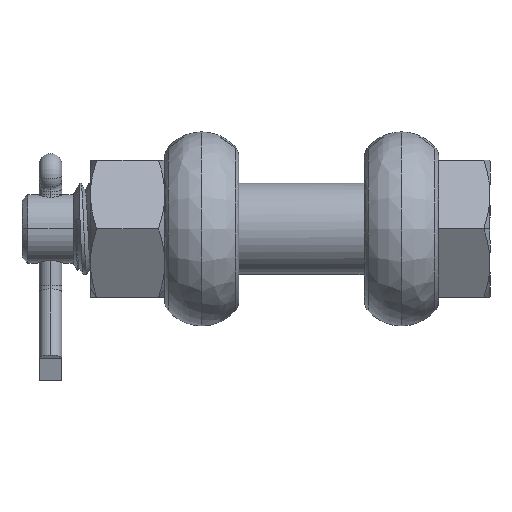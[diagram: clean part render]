
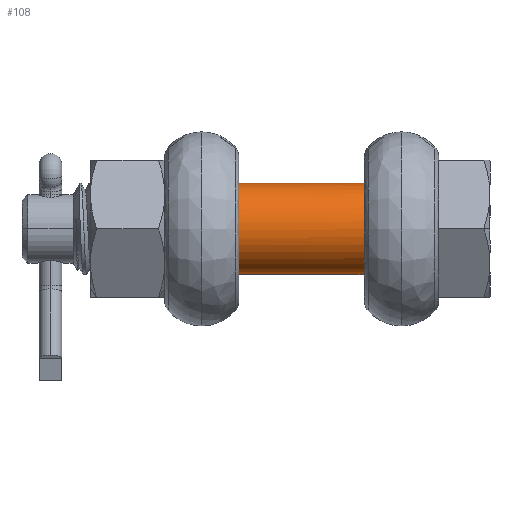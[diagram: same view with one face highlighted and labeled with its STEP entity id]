
A CAD part, front view. The second image highlights one B-rep face of the part: STEP entity #108.
In plain terms, the highlighted cylindrical face has radius 8 mm (diameter 16 mm), a partial arc.
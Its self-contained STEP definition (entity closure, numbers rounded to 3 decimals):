
#108=ADVANCED_FACE('NONE',(#703),#704,.T.);
#703=FACE_OUTER_BOUND('',#1919,.T.);
#704=CYLINDRICAL_SURFACE('',#1920,8.0);
#1919=EDGE_LOOP('',(#10937,#10938,#10939,#10940,#10941));
#1920=AXIS2_PLACEMENT_3D('',#10942,#10943,#10944);
#10937=ORIENTED_EDGE('',*,*,#15216,.T.);
#10938=ORIENTED_EDGE('',*,*,#15224,.T.);
#10939=ORIENTED_EDGE('',*,*,#15225,.T.);
#10940=ORIENTED_EDGE('',*,*,#15226,.F.);
#10941=ORIENTED_EDGE('',*,*,#15227,.F.);
#10942=CARTESIAN_POINT('',(23.75,0.0,0.0));
#10943=DIRECTION('',(1.0,0.0,0.));
#10944=DIRECTION('',(0.,-0.0,-1.0));
#15216=EDGE_CURVE('NONE',#16839,#16837,#16840,.T.);
#15224=EDGE_CURVE('NONE',#16837,#16854,#16855,.T.);
#15225=EDGE_CURVE('NONE',#16854,#16856,#16857,.T.);
#15226=EDGE_CURVE('NONE',#16858,#16856,#16859,.T.);
#15227=EDGE_CURVE('NONE',#16839,#16858,#16860,.T.);
#16837=VERTEX_POINT('NONE',#19508);
#16839=VERTEX_POINT('NONE',#19510);
#16840=CIRCLE('',#19511,8.);
#16854=VERTEX_POINT('NONE',#19599);
#16855=CIRCLE('',#19600,8.);
#16856=VERTEX_POINT('NONE',#19601);
#16857=LINE('',#19602,#19603);
#16858=VERTEX_POINT('NONE',#19604);
#16859=B_SPLINE_CURVE_WITH_KNOTS('',3,(#19605,#19606,#19607,#19608,#19609,#19610,#19611,#19612,#19613,#19614,#19615,#19616,#19617,#19618,#19619,#19620,#19621,#19622,#19623,#19624,#19625,#19626,#19627,#19628,#19629,#19630,#19631,#19632,#19633,#19634,#19635,#19636,#19637,#19638,#19639,#19640,#19641,#19642,#19643,#19644,#19645,#19646),.UNSPECIFIED.,.F.,.F.,(4,2,2,2,2,2,2,2,2,2,2,2,2,2,2,2,2,2,2,2,4),(-0.005,-0.003,-0.002,0.,0.001,0.002,0.003,0.005,0.006,0.008,0.009,0.01,0.011,0.012,0.014,0.015,0.016,0.017,0.018,0.019,0.02),.UNSPECIFIED.);
#16860=LINE('',#19647,#19648);
#19508=CARTESIAN_POINT('',(23.75,-8.,0.));
#19510=CARTESIAN_POINT('',(23.75,0.,-8.));
#19511=AXIS2_PLACEMENT_3D('',#30204,#30205,#30206);
#19599=CARTESIAN_POINT('',(23.75,0.,8.));
#19600=AXIS2_PLACEMENT_3D('',#30218,#30219,#30220);
#19601=CARTESIAN_POINT('',(-23.113,0.,8.));
#19602=CARTESIAN_POINT('',(23.75,0.,8.0));
#19603=VECTOR('',#30221,1000.0);
#19604=CARTESIAN_POINT('',(-22.103,0.,-8.));
#19605=CARTESIAN_POINT('',(-22.103,0.,-8.));
#19606=CARTESIAN_POINT('',(-22.124,-0.525,-8.));
#19607=CARTESIAN_POINT('',(-22.145,-1.044,-7.949));
#19608=CARTESIAN_POINT('',(-22.187,-2.067,-7.746));
#19609=CARTESIAN_POINT('',(-22.208,-2.576,-7.592));
#19610=CARTESIAN_POINT('',(-22.25,-3.545,-7.191));
#19611=CARTESIAN_POINT('',(-22.271,-4.011,-6.942));
#19612=CARTESIAN_POINT('',(-22.314,-4.888,-6.355));
#19613=CARTESIAN_POINT('',(-22.335,-5.292,-6.022));
#19614=CARTESIAN_POINT('',(-22.366,-5.844,-5.469));
#19615=CARTESIAN_POINT('',(-22.376,-6.019,-5.276));
#19616=CARTESIAN_POINT('',(-22.397,-6.351,-4.871));
#19617=CARTESIAN_POINT('',(-22.408,-6.509,-4.658));
#19618=CARTESIAN_POINT('',(-22.44,-6.946,-4.003));
#19619=CARTESIAN_POINT('',(-22.461,-7.191,-3.543));
#19620=CARTESIAN_POINT('',(-22.503,-7.591,-2.579));
#19621=CARTESIAN_POINT('',(-22.524,-7.745,-2.071));
#19622=CARTESIAN_POINT('',(-22.566,-7.949,-1.041));
#19623=CARTESIAN_POINT('',(-22.587,-8.001,-0.513));
#19624=CARTESIAN_POINT('',(-22.63,-7.999,0.542));
#19625=CARTESIAN_POINT('',(-22.65,-7.946,1.062));
#19626=CARTESIAN_POINT('',(-22.682,-7.793,1.828));
#19627=CARTESIAN_POINT('',(-22.692,-7.729,2.081));
#19628=CARTESIAN_POINT('',(-22.713,-7.576,2.583));
#19629=CARTESIAN_POINT('',(-22.724,-7.486,2.832));
#19630=CARTESIAN_POINT('',(-22.756,-7.185,3.558));
#19631=CARTESIAN_POINT('',(-22.776,-6.938,4.017));
#19632=CARTESIAN_POINT('',(-22.818,-6.357,4.885));
#19633=CARTESIAN_POINT('',(-22.84,-6.019,5.296));
#19634=CARTESIAN_POINT('',(-22.882,-5.281,6.032));
#19635=CARTESIAN_POINT('',(-22.902,-4.878,6.363));
#19636=CARTESIAN_POINT('',(-22.934,-4.222,6.8));
#19637=CARTESIAN_POINT('',(-22.945,-3.995,6.936));
#19638=CARTESIAN_POINT('',(-22.966,-3.533,7.182));
#19639=CARTESIAN_POINT('',(-22.976,-3.297,7.294));
#19640=CARTESIAN_POINT('',(-22.997,-2.816,7.492));
#19641=CARTESIAN_POINT('',(-23.008,-2.571,7.58));
#19642=CARTESIAN_POINT('',(-23.029,-2.07,7.732));
#19643=CARTESIAN_POINT('',(-23.039,-1.814,7.796));
#19644=CARTESIAN_POINT('',(-23.071,-1.04,7.95));
#19645=CARTESIAN_POINT('',(-23.092,-0.521,8.));
#19646=CARTESIAN_POINT('',(-23.113,0.,8.));
#19647=CARTESIAN_POINT('',(23.75,0.0,-8.0));
#19648=VECTOR('',#30222,1000.0);
#30204=CARTESIAN_POINT('',(23.75,0.,0.));
#30205=DIRECTION('',(-1.0,0.0,0.0));
#30206=DIRECTION('',(0.0,1.0,0.0));
#30218=CARTESIAN_POINT('',(23.75,0.,0.));
#30219=DIRECTION('',(-1.0,0.0,0.0));
#30220=DIRECTION('',(0.0,1.0,0.));
#30221=DIRECTION('',(-1.0,0.0,0.));
#30222=DIRECTION('',(-1.0,0.0,0.));
